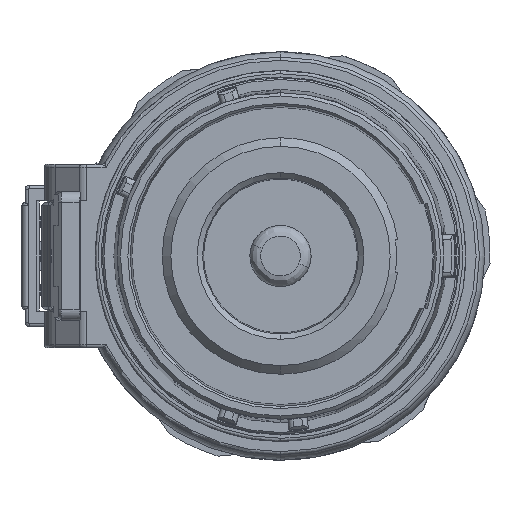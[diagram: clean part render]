
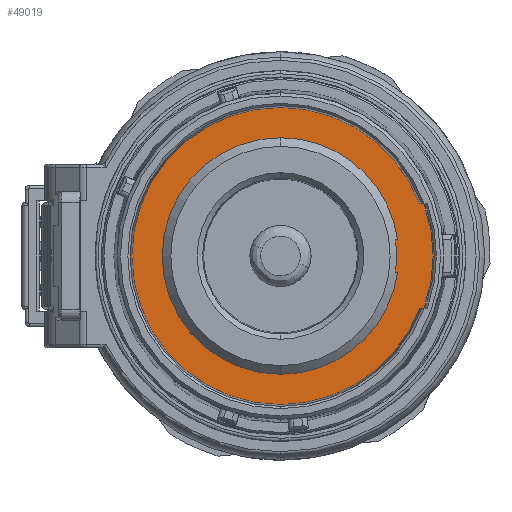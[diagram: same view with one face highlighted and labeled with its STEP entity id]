
A CAD part, left-side view. The second image highlights one B-rep face of the part: STEP entity #49019.
In plain terms, the highlighted planar face has unit normal (-1, 0, 0).
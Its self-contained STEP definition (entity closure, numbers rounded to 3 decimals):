
#499 = ORIENTED_EDGE ( 'NONE', *, *, #27912, .T. ) ;
#2090 = PLANE ( 'NONE',  #12926 ) ;
#2199 = DIRECTION ( 'NONE',  ( 0., 0., 1. ) ) ;
#2273 = DIRECTION ( 'NONE',  ( -1., 0., 0. ) ) ;
#2769 = LINE ( 'NONE', #36762, #3549 ) ;
#3466 = VERTEX_POINT ( 'NONE', #21937 ) ;
#3549 = VECTOR ( 'NONE', #51740, 1000. ) ;
#3934 = EDGE_CURVE ( 'NONE', #43922, #52924, #50963, .T. ) ;
#5082 = EDGE_CURVE ( 'NONE', #52924, #56241, #31958, .T. ) ;
#5774 = VERTEX_POINT ( 'NONE', #13206 ) ;
#6106 = VECTOR ( 'NONE', #8799, 1000. ) ;
#6759 = VERTEX_POINT ( 'NONE', #56610 ) ;
#7302 = CARTESIAN_POINT ( 'NONE',  ( -44.84, -0.918, 4.85 ) ) ;
#8001 = VERTEX_POINT ( 'NONE', #41270 ) ;
#8204 = DIRECTION ( 'NONE',  ( -1., 0., 0. ) ) ;
#8799 = DIRECTION ( 'NONE',  ( 0., -1., 0. ) ) ;
#9071 = EDGE_CURVE ( 'NONE', #60696, #43922, #49192, .T. ) ;
#9862 = CIRCLE ( 'NONE', #22683, 10.8 ) ;
#11388 = DIRECTION ( 'NONE',  ( 0., 1., 0. ) ) ;
#11480 = LINE ( 'NONE', #7302, #36534 ) ;
#12926 = AXIS2_PLACEMENT_3D ( 'NONE', #46004, #21815, #26727 ) ;
#13206 = CARTESIAN_POINT ( 'NONE',  ( -44.84, -11.815, 1.5 ) ) ;
#13213 = VERTEX_POINT ( 'NONE', #14987 ) ;
#13388 = ORIENTED_EDGE ( 'NONE', *, *, #39068, .F. ) ;
#13633 = CARTESIAN_POINT ( 'NONE',  ( -44.84, -13.865, 4.85 ) ) ;
#14214 = AXIS2_PLACEMENT_3D ( 'NONE', #55110, #26107, #60386 ) ;
#14987 = CARTESIAN_POINT ( 'NONE',  ( -44.84, -14.264, -4.85 ) ) ;
#15110 = CARTESIAN_POINT ( 'NONE',  ( -44.84, -0.918, -4.85 ) ) ;
#15649 = ORIENTED_EDGE ( 'NONE', *, *, #24740, .F. ) ;
#15807 = EDGE_CURVE ( 'NONE', #56241, #13213, #36408, .T. ) ;
#16508 = CARTESIAN_POINT ( 'NONE',  ( -44.84, -0.918, 0. ) ) ;
#16994 = CARTESIAN_POINT ( 'NONE',  ( -44.84, -0.918, -11. ) ) ;
#18935 = EDGE_CURVE ( 'NONE', #6759, #60696, #11480, .T. ) ;
#19303 = AXIS2_PLACEMENT_3D ( 'NONE', #34237, #29574, #44185 ) ;
#21347 = CARTESIAN_POINT ( 'NONE',  ( -44.84, -0.918, 0. ) ) ;
#21598 = EDGE_LOOP ( 'NONE', ( #55112, #52348, #37608, #50314, #51739, #29730 ) ) ;
#21764 = EDGE_CURVE ( 'NONE', #48019, #3466, #57703, .T. ) ;
#21815 = DIRECTION ( 'NONE',  ( -1., 0., 0. ) ) ;
#21937 = CARTESIAN_POINT ( 'NONE',  ( -44.84, -11.815, -1.5 ) ) ;
#22131 = DIRECTION ( 'NONE',  ( 0., 0., 1. ) ) ;
#22340 = CARTESIAN_POINT ( 'NONE',  ( -44.84, -0.918, 0. ) ) ;
#22430 = CARTESIAN_POINT ( 'NONE',  ( -44.84, -11.613, -1.5 ) ) ;
#22683 = AXIS2_PLACEMENT_3D ( 'NONE', #21347, #49752, #40247 ) ;
#23537 = AXIS2_PLACEMENT_3D ( 'NONE', #33122, #37775, #47727 ) ;
#24740 = EDGE_CURVE ( 'NONE', #5774, #8001, #56794, .T. ) ;
#25086 = DIRECTION ( 'NONE',  ( 0., -1., 0. ) ) ;
#26107 = DIRECTION ( 'NONE',  ( -1., 0., 0. ) ) ;
#26727 = DIRECTION ( 'NONE',  ( 0., 0., 1. ) ) ;
#27246 = DIRECTION ( 'NONE',  ( -1., 0., 0. ) ) ;
#27263 = CARTESIAN_POINT ( 'NONE',  ( -44.84, -0.918, 0. ) ) ;
#27912 = EDGE_CURVE ( 'NONE', #5774, #32853, #2769, .T. ) ;
#28177 = CARTESIAN_POINT ( 'NONE',  ( -44.84, -0.918, -1.5 ) ) ;
#29574 = DIRECTION ( 'NONE',  ( -1., 0., 0. ) ) ;
#29730 = ORIENTED_EDGE ( 'NONE', *, *, #15807, .T. ) ;
#31723 = ORIENTED_EDGE ( 'NONE', *, *, #21764, .T. ) ;
#31958 = CIRCLE ( 'NONE', #60126, 13.825 ) ;
#32458 = CARTESIAN_POINT ( 'NONE',  ( -44.84, -0.918, 0. ) ) ;
#32853 = VERTEX_POINT ( 'NONE', #55138 ) ;
#33070 = CIRCLE ( 'NONE', #39798, 14.2 ) ;
#33122 = CARTESIAN_POINT ( 'NONE',  ( -44.84, -0.918, 0. ) ) ;
#33290 = AXIS2_PLACEMENT_3D ( 'NONE', #22340, #27246, #22131 ) ;
#34237 = CARTESIAN_POINT ( 'NONE',  ( -44.84, -0.918, 0. ) ) ;
#35144 = ORIENTED_EDGE ( 'NONE', *, *, #61917, .T. ) ;
#36408 = LINE ( 'NONE', #15110, #56769 ) ;
#36534 = VECTOR ( 'NONE', #11388, 1000. ) ;
#36762 = CARTESIAN_POINT ( 'NONE',  ( -44.84, -0.918, 1.5 ) ) ;
#37264 = CARTESIAN_POINT ( 'NONE',  ( -44.84, -13.865, -4.85 ) ) ;
#37608 = ORIENTED_EDGE ( 'NONE', *, *, #9071, .T. ) ;
#37775 = DIRECTION ( 'NONE',  ( -1., 0., 0. ) ) ;
#38440 = ORIENTED_EDGE ( 'NONE', *, *, #50214, .F. ) ;
#38765 = CIRCLE ( 'NONE', #14214, 11. ) ;
#39068 = EDGE_CURVE ( 'NONE', #45928, #3466, #38765, .T. ) ;
#39798 = AXIS2_PLACEMENT_3D ( 'NONE', #32458, #8204, #57391 ) ;
#40247 = DIRECTION ( 'NONE',  ( 0., 0., 1. ) ) ;
#40938 = DIRECTION ( 'NONE',  ( 0., 0., 1. ) ) ;
#41270 = CARTESIAN_POINT ( 'NONE',  ( -44.84, -0.918, 11. ) ) ;
#42855 = CIRCLE ( 'NONE', #33290, 11. ) ;
#43922 = VERTEX_POINT ( 'NONE', #54381 ) ;
#44185 = DIRECTION ( 'NONE',  ( 0., 0., 1. ) ) ;
#45903 = CARTESIAN_POINT ( 'NONE',  ( -44.84, -0.918, -13.825 ) ) ;
#45928 = VERTEX_POINT ( 'NONE', #16994 ) ;
#46004 = CARTESIAN_POINT ( 'NONE',  ( -44.84, -0.918, 0. ) ) ;
#47464 = FACE_OUTER_BOUND ( 'NONE', #21598, .T. ) ;
#47727 = DIRECTION ( 'NONE',  ( 0., 0., 1. ) ) ;
#48019 = VERTEX_POINT ( 'NONE', #22430 ) ;
#49019 = ADVANCED_FACE ( 'NONE', ( #60349, #47464 ), #2090, .T. ) ;
#49192 = CIRCLE ( 'NONE', #60213, 13.825 ) ;
#49456 = EDGE_CURVE ( 'NONE', #13213, #6759, #33070, .T. ) ;
#49752 = DIRECTION ( 'NONE',  ( 1., 0., 0. ) ) ;
#50214 = EDGE_CURVE ( 'NONE', #8001, #45928, #42855, .T. ) ;
#50225 = DIRECTION ( 'NONE',  ( -1., 0., 0. ) ) ;
#50314 = ORIENTED_EDGE ( 'NONE', *, *, #3934, .T. ) ;
#50963 = CIRCLE ( 'NONE', #23537, 13.825 ) ;
#51560 = EDGE_LOOP ( 'NONE', ( #15649, #499, #35144, #31723, #13388, #38440 ) ) ;
#51739 = ORIENTED_EDGE ( 'NONE', *, *, #5082, .T. ) ;
#51740 = DIRECTION ( 'NONE',  ( 0., 1., 0. ) ) ;
#52348 = ORIENTED_EDGE ( 'NONE', *, *, #18935, .T. ) ;
#52924 = VERTEX_POINT ( 'NONE', #45903 ) ;
#54381 = CARTESIAN_POINT ( 'NONE',  ( -44.84, -0.918, 13.825 ) ) ;
#55110 = CARTESIAN_POINT ( 'NONE',  ( -44.84, -0.918, 0. ) ) ;
#55112 = ORIENTED_EDGE ( 'NONE', *, *, #49456, .T. ) ;
#55138 = CARTESIAN_POINT ( 'NONE',  ( -44.84, -11.613, 1.5 ) ) ;
#56241 = VERTEX_POINT ( 'NONE', #37264 ) ;
#56610 = CARTESIAN_POINT ( 'NONE',  ( -44.84, -14.264, 4.85 ) ) ;
#56769 = VECTOR ( 'NONE', #25086, 1000. ) ;
#56794 = CIRCLE ( 'NONE', #19303, 11. ) ;
#57391 = DIRECTION ( 'NONE',  ( 0., 0., 1. ) ) ;
#57703 = LINE ( 'NONE', #28177, #6106 ) ;
#60126 = AXIS2_PLACEMENT_3D ( 'NONE', #16508, #50225, #40938 ) ;
#60213 = AXIS2_PLACEMENT_3D ( 'NONE', #27263, #2273, #2199 ) ;
#60349 = FACE_BOUND ( 'NONE', #51560, .T. ) ;
#60386 = DIRECTION ( 'NONE',  ( 0., 0., 1. ) ) ;
#60696 = VERTEX_POINT ( 'NONE', #13633 ) ;
#61917 = EDGE_CURVE ( 'NONE', #32853, #48019, #9862, .T. ) ;
